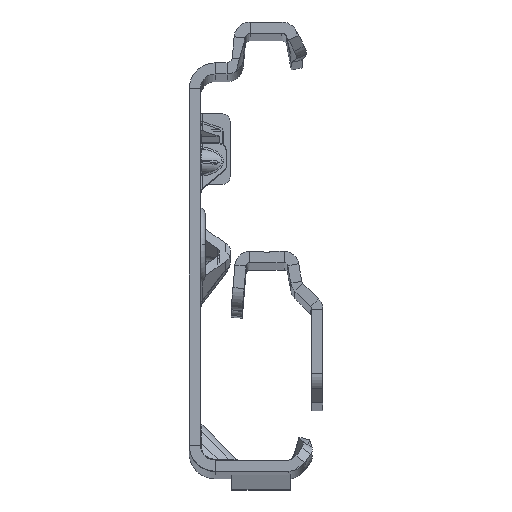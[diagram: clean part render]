
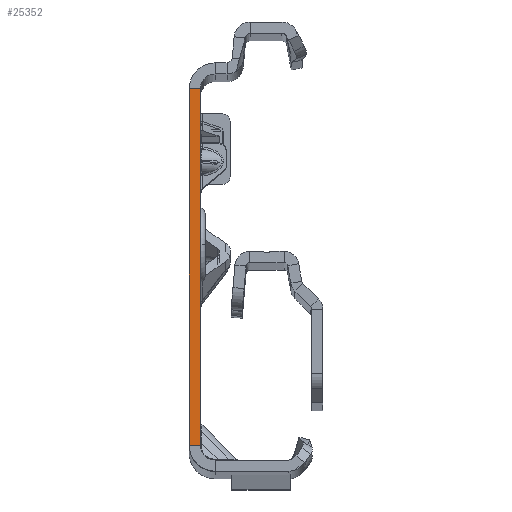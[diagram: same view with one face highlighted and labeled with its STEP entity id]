
A CAD part, top view. The second image highlights one B-rep face of the part: STEP entity #25352.
In plain terms, the highlighted planar face has unit normal (0, 0, 1).
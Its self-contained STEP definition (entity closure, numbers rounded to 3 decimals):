
#375 = ORIENTED_EDGE ( 'NONE', *, *, #22948, .T. ) ;
#1430 = DIRECTION ( 'NONE',  ( 1., 0., 0. ) ) ;
#2420 = DIRECTION ( 'NONE',  ( -1., 0., 0. ) ) ;
#4805 = PLANE ( 'NONE',  #17512 ) ;
#5768 = CARTESIAN_POINT ( 'NONE',  ( 0., 22.135, 0. ) ) ;
#6620 = LINE ( 'NONE', #11342, #26746 ) ;
#6988 = CARTESIAN_POINT ( 'NONE',  ( 0., -25.865, 0. ) ) ;
#10079 = DIRECTION ( 'NONE',  ( 0., 0., 1. ) ) ;
#11020 = EDGE_CURVE ( 'NONE', #14361, #37540, #6620, .T. ) ;
#11342 = CARTESIAN_POINT ( 'NONE',  ( 0., -25.865, 0. ) ) ;
#13141 = CARTESIAN_POINT ( 'NONE',  ( -1.5, -27.865, 0. ) ) ;
#13351 = CARTESIAN_POINT ( 'NONE',  ( 0., 22.135, 0. ) ) ;
#14361 = VERTEX_POINT ( 'NONE', #6988 ) ;
#17473 = LINE ( 'NONE', #23256, #52324 ) ;
#17512 = AXIS2_PLACEMENT_3D ( 'NONE', #47517, #10079, #1430 ) ;
#20915 = VECTOR ( 'NONE', #46944, 1000. ) ;
#21616 = EDGE_LOOP ( 'NONE', ( #32856, #28738, #375, #34208 ) ) ;
#22948 = EDGE_CURVE ( 'NONE', #23558, #37540, #51064, .T. ) ;
#23256 = CARTESIAN_POINT ( 'NONE',  ( 0., -27.865, 0. ) ) ;
#23558 = VERTEX_POINT ( 'NONE', #46622 ) ;
#23595 = EDGE_CURVE ( 'NONE', #24809, #23558, #42475, .T. ) ;
#24809 = VERTEX_POINT ( 'NONE', #5768 ) ;
#25352 = ADVANCED_FACE ( 'NONE', ( #42828 ), #4805, .T. ) ;
#25865 = DIRECTION ( 'NONE',  ( -1., 0., 0. ) ) ;
#26746 = VECTOR ( 'NONE', #2420, 1000. ) ;
#27951 = DIRECTION ( 'NONE',  ( 0., -1., 0. ) ) ;
#28738 = ORIENTED_EDGE ( 'NONE', *, *, #23595, .T. ) ;
#32856 = ORIENTED_EDGE ( 'NONE', *, *, #53639, .F. ) ;
#34208 = ORIENTED_EDGE ( 'NONE', *, *, #11020, .F. ) ;
#37540 = VERTEX_POINT ( 'NONE', #51978 ) ;
#39460 = VECTOR ( 'NONE', #25865, 1000. ) ;
#42475 = LINE ( 'NONE', #13351, #39460 ) ;
#42828 = FACE_OUTER_BOUND ( 'NONE', #21616, .T. ) ;
#46622 = CARTESIAN_POINT ( 'NONE',  ( -1.5, 22.135, 0. ) ) ;
#46944 = DIRECTION ( 'NONE',  ( 0., -1., 0. ) ) ;
#47517 = CARTESIAN_POINT ( 'NONE',  ( -1.5, -27.865, 0. ) ) ;
#51064 = LINE ( 'NONE', #13141, #20915 ) ;
#51978 = CARTESIAN_POINT ( 'NONE',  ( -1.5, -25.865, 0. ) ) ;
#52324 = VECTOR ( 'NONE', #27951, 1000. ) ;
#53639 = EDGE_CURVE ( 'NONE', #24809, #14361, #17473, .T. ) ;
